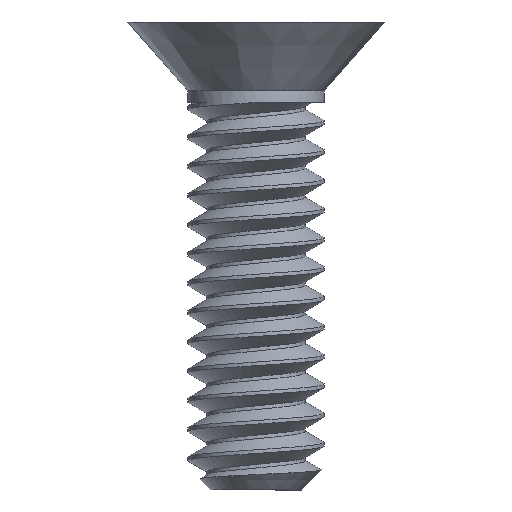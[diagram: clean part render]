
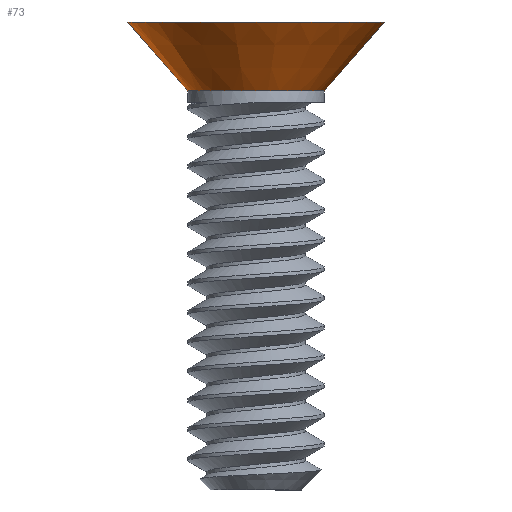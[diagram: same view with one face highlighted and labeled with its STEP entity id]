
A CAD part, left-side view. The second image highlights one B-rep face of the part: STEP entity #73.
In plain terms, the highlighted conical face has half-angle 41 degrees and reference radius 0.927 mm.
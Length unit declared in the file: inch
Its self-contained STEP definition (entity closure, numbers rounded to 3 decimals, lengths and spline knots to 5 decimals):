
#73 = ADVANCED_FACE ( 'NONE', ( #3333 ), #2949, .T. ) ;
#160 = DIRECTION ( 'NONE',  ( 0., -1., 0. ) ) ;
#191 = CARTESIAN_POINT ( 'NONE',  ( 0., 0., 0.00619 ) ) ;
#252 = DIRECTION ( 'NONE',  ( 0., -1., 0. ) ) ;
#433 = EDGE_LOOP ( 'NONE', ( #3761, #2781, #2360, #2914 ) ) ;
#505 = DIRECTION ( 'NONE',  ( 0., 0., -1. ) ) ;
#573 = EDGE_CURVE ( 'NONE', #3568, #988, #1845, .T. ) ;
#874 = CARTESIAN_POINT ( 'NONE',  ( 0., -0.0365, 0.00619 ) ) ;
#944 = EDGE_CURVE ( 'NONE', #3431, #3568, #3611, .T. ) ;
#988 = VERTEX_POINT ( 'NONE', #3133 ) ;
#1033 = CARTESIAN_POINT ( 'NONE',  ( 0., 0., 0.043 ) ) ;
#1337 = CARTESIAN_POINT ( 'NONE',  ( 0., 0.0365, 0.00619 ) ) ;
#1391 = CARTESIAN_POINT ( 'NONE',  ( 0., -0.0365, 0.00619 ) ) ;
#1395 = DIRECTION ( 'NONE',  ( 0., 1., 0. ) ) ;
#1486 = AXIS2_PLACEMENT_3D ( 'NONE', #3432, #3771, #252 ) ;
#1629 = DIRECTION ( 'NONE',  ( 0., 0.656, 0.755 ) ) ;
#1635 = CARTESIAN_POINT ( 'NONE',  ( 0., 0.0685, 0.043 ) ) ;
#1648 = CIRCLE ( 'NONE', #2190, 0.0365 ) ;
#1708 = AXIS2_PLACEMENT_3D ( 'NONE', #1033, #3690, #160 ) ;
#1845 = CIRCLE ( 'NONE', #1708, 0.0685 ) ;
#2001 = EDGE_CURVE ( 'NONE', #3046, #988, #3696, .T. ) ;
#2149 = CARTESIAN_POINT ( 'NONE',  ( 0., 0.0365, 0.00619 ) ) ;
#2190 = AXIS2_PLACEMENT_3D ( 'NONE', #191, #505, #1395 ) ;
#2360 = ORIENTED_EDGE ( 'NONE', *, *, #2001, .T. ) ;
#2390 = VECTOR ( 'NONE', #2598, 39.37008 ) ;
#2598 = DIRECTION ( 'NONE',  ( 0., -0.656, 0.755 ) ) ;
#2781 = ORIENTED_EDGE ( 'NONE', *, *, #2939, .F. ) ;
#2914 = ORIENTED_EDGE ( 'NONE', *, *, #573, .F. ) ;
#2939 = EDGE_CURVE ( 'NONE', #3046, #3431, #1648, .T. ) ;
#2949 = CONICAL_SURFACE ( 'NONE', #1486, 0.0365, 0.716 ) ;
#3046 = VERTEX_POINT ( 'NONE', #874 ) ;
#3133 = CARTESIAN_POINT ( 'NONE',  ( 0., -0.0685, 0.043 ) ) ;
#3333 = FACE_OUTER_BOUND ( 'NONE', #433, .T. ) ;
#3431 = VERTEX_POINT ( 'NONE', #2149 ) ;
#3432 = CARTESIAN_POINT ( 'NONE',  ( 0., 0., 0.00619 ) ) ;
#3568 = VERTEX_POINT ( 'NONE', #1635 ) ;
#3611 = LINE ( 'NONE', #1337, #3701 ) ;
#3690 = DIRECTION ( 'NONE',  ( 0., 0., 1. ) ) ;
#3696 = LINE ( 'NONE', #1391, #2390 ) ;
#3701 = VECTOR ( 'NONE', #1629, 39.37008 ) ;
#3761 = ORIENTED_EDGE ( 'NONE', *, *, #944, .F. ) ;
#3771 = DIRECTION ( 'NONE',  ( 0., 0., 1. ) ) ;
